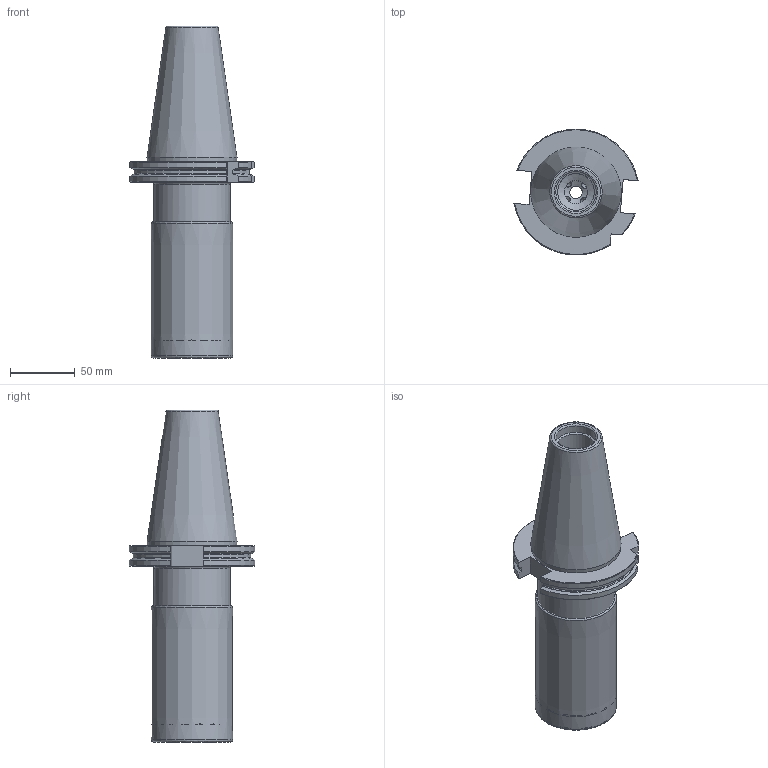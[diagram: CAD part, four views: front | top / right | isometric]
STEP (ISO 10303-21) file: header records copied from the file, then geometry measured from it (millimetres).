
FILE_DESCRIPTION(/* description */ (''),/* implementation_level */ '2;1');
FILE_NAME(/* name */ '63J2R155H50-SLSN104-C-202278716ndi000_00-SIM.stp',/* time_stamp */ '2019-12-10T07:53:08+01:00',/* author */ (''),/* organization */ (''),/* preprocessor_version */ 'ST-DEVELOPER v16.7',/* originating_system */ 'SIEMENS PLM Software NX 12.0',/* authorisation */ '');
FILE_SCHEMA (('AUTOMOTIVE_DESIGN { 1 0 10303 214 3 1 1 1 }'));
Length unit declared in the file: millimetre
Products named in the file (1): hm153E245BBEa8tx
Bounding box: 95.88 x 97.29 x 256.65 mm (x, y, z)
Volume: 849784.2 mm3; surface area: 122406.7 mm2
Topology: 3 solids, 3 shells, 226 faces, 585 edges, 363 vertices
Faces by surface type: plane 63, cylinder 62, cone 49, torus 33, bspline 10, revolution 9
Full cylindrical faces by diameter (mm): 4.5 x4, 5 x4, 9.6 x1, 13 x1, 18 x1, 19.6 x1, 20 x3, 20.4 x1, 28.5 x1, 31.2 x1, 58.945 x2
Entity records: 8168 total; most frequent: CARTESIAN_POINT 3177, DIRECTION 997, ORIENTED_EDGE 962, EDGE_CURVE 481, AXIS2_PLACEMENT_3D 410, VERTEX_POINT 338, EDGE_LOOP 311, ADVANCED_FACE 225
